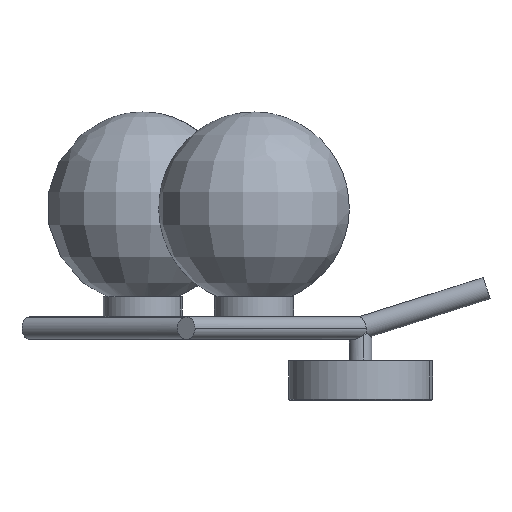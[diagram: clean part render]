
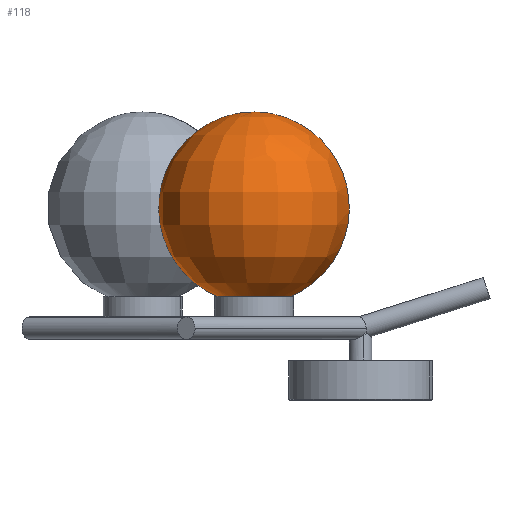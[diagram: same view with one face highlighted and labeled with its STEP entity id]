
A CAD part, left-side view. The second image highlights one B-rep face of the part: STEP entity #118.
In plain terms, the highlighted free-form (B-spline) face has degree [2, 2] with [5, 5] control points.
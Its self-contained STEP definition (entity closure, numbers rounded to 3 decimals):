
#23=(
BOUNDED_SURFACE()
B_SPLINE_SURFACE(2,2,((#1157,#1158,#1159,#1160,#1161),(#1162,#1163,#1164,
#1165,#1166),(#1167,#1168,#1169,#1170,#1171),(#1172,#1173,#1174,#1175,#1176),
(#1177,#1178,#1179,#1180,#1181)),.UNSPECIFIED.,.F.,.F.,.F.)
B_SPLINE_SURFACE_WITH_KNOTS((3,2,3),(3,2,3),(188.461,282.691,
376.922),(716.938,801.236,885.535),
 .UNSPECIFIED.)
GEOMETRIC_REPRESENTATION_ITEM()
RATIONAL_B_SPLINE_SURFACE(((1.,0.763,1.,0.763,1.),
(0.707,0.54,0.707,0.54,
0.707),(1.,0.763,1.,0.763,1.),(0.707,
0.54,0.707,0.54,0.707),
(1.,0.763,1.,0.763,1.)))
REPRESENTATION_ITEM('')
SURFACE()
);
#118=ADVANCED_FACE('',(#175),#23,.T.);
#175=FACE_OUTER_BOUND('',#232,.T.);
#232=EDGE_LOOP('',(#324,#325,#326));
#324=ORIENTED_EDGE('',*,*,#512,.T.);
#325=ORIENTED_EDGE('',*,*,#507,.T.);
#326=ORIENTED_EDGE('',*,*,#511,.F.);
#507=EDGE_CURVE('',#693,#692,#617,.T.);
#511=EDGE_CURVE('',#695,#692,#620,.T.);
#512=EDGE_CURVE('',#695,#693,#621,.T.);
#617=(
BOUNDED_CURVE()
B_SPLINE_CURVE(2,(#1228,#1229,#1230,#1231,#1232),.UNSPECIFIED.,.F.,.F.)
B_SPLINE_CURVE_WITH_KNOTS((3,2,3),(716.938,801.236,885.535),
 .UNSPECIFIED.)
CURVE()
GEOMETRIC_REPRESENTATION_ITEM()
RATIONAL_B_SPLINE_CURVE((1.,0.763,1.,0.763,1.))
REPRESENTATION_ITEM('')
);
#620=(
BOUNDED_CURVE()
B_SPLINE_CURVE(2,(#1245,#1246,#1247,#1248,#1249),.UNSPECIFIED.,.F.,.F.)
B_SPLINE_CURVE_WITH_KNOTS((3,2,3),(716.938,801.236,885.535),
 .UNSPECIFIED.)
CURVE()
GEOMETRIC_REPRESENTATION_ITEM()
RATIONAL_B_SPLINE_CURVE((1.,0.763,1.,0.763,1.))
REPRESENTATION_ITEM('')
);
#621=(
BOUNDED_CURVE()
B_SPLINE_CURVE(2,(#1250,#1251,#1252,#1253,#1254),.UNSPECIFIED.,.F.,.F.)
B_SPLINE_CURVE_WITH_KNOTS((3,2,3),(188.461,282.691,376.922),
 .UNSPECIFIED.)
CURVE()
GEOMETRIC_REPRESENTATION_ITEM()
RATIONAL_B_SPLINE_CURVE((1.,0.707,1.,0.707,1.))
REPRESENTATION_ITEM('')
);
#692=VERTEX_POINT('',#1218);
#693=VERTEX_POINT('',#1219);
#695=VERTEX_POINT('',#1221);
#1157=CARTESIAN_POINT('',(-1044.223,-1230.928,63.4));
#1158=CARTESIAN_POINT('',(-1038.518,-1183.243,79.938));
#1159=CARTESIAN_POINT('',(-1039.514,-1191.568,130.034));
#1160=CARTESIAN_POINT('',(-1040.51,-1199.893,180.131));
#1161=CARTESIAN_POINT('',(-1046.544,-1250.326,180.131));
#1162=CARTESIAN_POINT('',(-1063.621,-1228.607,63.4));
#1163=CARTESIAN_POINT('',(-1105.6,-1175.217,79.938));
#1164=CARTESIAN_POINT('',(-1098.272,-1184.538,130.034));
#1165=CARTESIAN_POINT('',(-1090.943,-1193.858,180.131));
#1166=CARTESIAN_POINT('',(-1046.544,-1250.326,180.131));
#1167=CARTESIAN_POINT('',(-1065.942,-1248.005,63.4));
#1168=CARTESIAN_POINT('',(-1113.627,-1242.299,79.938));
#1169=CARTESIAN_POINT('',(-1105.302,-1243.296,130.034));
#1170=CARTESIAN_POINT('',(-1096.977,-1244.292,180.131));
#1171=CARTESIAN_POINT('',(-1046.544,-1250.326,180.131));
#1172=CARTESIAN_POINT('',(-1068.263,-1267.403,63.4));
#1173=CARTESIAN_POINT('',(-1121.653,-1309.382,79.938));
#1174=CARTESIAN_POINT('',(-1112.332,-1302.053,130.034));
#1175=CARTESIAN_POINT('',(-1103.011,-1294.725,180.131));
#1176=CARTESIAN_POINT('',(-1046.544,-1250.326,180.131));
#1177=CARTESIAN_POINT('',(-1048.865,-1269.724,63.4));
#1178=CARTESIAN_POINT('',(-1054.57,-1317.408,79.938));
#1179=CARTESIAN_POINT('',(-1053.574,-1309.084,130.034));
#1180=CARTESIAN_POINT('',(-1052.578,-1300.759,180.131));
#1181=CARTESIAN_POINT('',(-1046.544,-1250.326,180.131));
#1218=CARTESIAN_POINT('',(-1046.544,-1250.326,180.131));
#1219=CARTESIAN_POINT('',(-1048.865,-1269.724,63.4));
#1221=CARTESIAN_POINT('',(-1044.223,-1230.928,63.4));
#1228=CARTESIAN_POINT('',(-1048.865,-1269.724,63.4));
#1229=CARTESIAN_POINT('',(-1054.57,-1317.408,79.938));
#1230=CARTESIAN_POINT('',(-1053.574,-1309.084,130.034));
#1231=CARTESIAN_POINT('',(-1052.578,-1300.759,180.131));
#1232=CARTESIAN_POINT('',(-1046.544,-1250.326,180.131));
#1245=CARTESIAN_POINT('',(-1044.223,-1230.928,63.4));
#1246=CARTESIAN_POINT('',(-1038.518,-1183.243,79.938));
#1247=CARTESIAN_POINT('',(-1039.514,-1191.568,130.034));
#1248=CARTESIAN_POINT('',(-1040.51,-1199.893,180.131));
#1249=CARTESIAN_POINT('',(-1046.544,-1250.326,180.131));
#1250=CARTESIAN_POINT('',(-1044.223,-1230.928,63.4));
#1251=CARTESIAN_POINT('',(-1063.621,-1228.607,63.4));
#1252=CARTESIAN_POINT('',(-1065.942,-1248.005,63.4));
#1253=CARTESIAN_POINT('',(-1068.263,-1267.403,63.4));
#1254=CARTESIAN_POINT('',(-1048.865,-1269.724,63.4));
